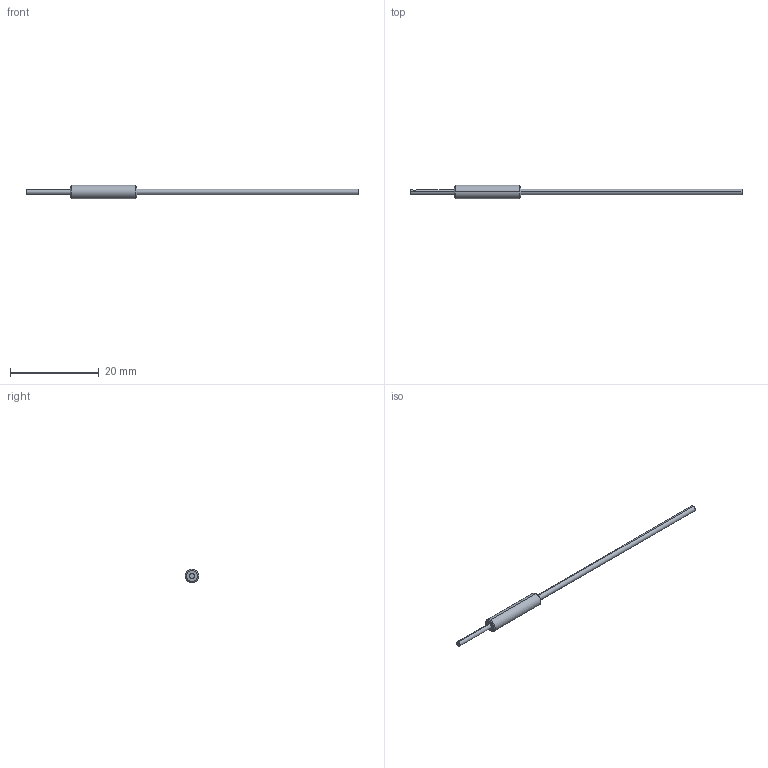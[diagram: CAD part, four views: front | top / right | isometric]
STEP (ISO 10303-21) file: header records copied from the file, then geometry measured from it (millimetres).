
FILE_DESCRIPTION (( 'STEP AP214' ), '1' );
FILE_NAME ('GPF-T007-5(15-10).STEP', '2017-11-17T13:42:02', ( '' ), ( '' ), 'SwSTEP 2.0', 'SolidWorks 2018', '' );
FILE_SCHEMA (( 'AUTOMOTIVE_DESIGN' ));
Length unit declared in the file: millimetre
Products named in the file (5): GPF-T007-5(15-10)_HEAD; GPF-T007-5(15-10); GPF-T007-5(15-10)_LENS; GPF-T007-5(15-10)_STAINLESS TUBE; GPF-T007-5(15-10)_FIBER
Assembly tree (4 placements, depth 2):
  GPF-T007-5(15-10)
    GPF-T007-5(15-10)_HEAD
    GPF-T007-5(15-10)_FIBER
    GPF-T007-5(15-10)_LENS
    GPF-T007-5(15-10)_STAINLESS TUBE
Bounding box: 75 x 3 x 3 mm (x, y, z)
Volume: 181.2 mm3; surface area: 399.6 mm2
Topology: 4 solids, 4 shells, 23 faces, 38 edges, 24 vertices
Faces by surface type: cylinder 10, plane 9, cone 4
Entity records: 772 total; most frequent: CARTESIAN_POINT 128, DIRECTION 118, ORIENTED_EDGE 76, AXIS2_PLACEMENT_3D 52, EDGE_CURVE 38, VERTEX_POINT 24, EDGE_LOOP 24, ADVANCED_FACE 23
